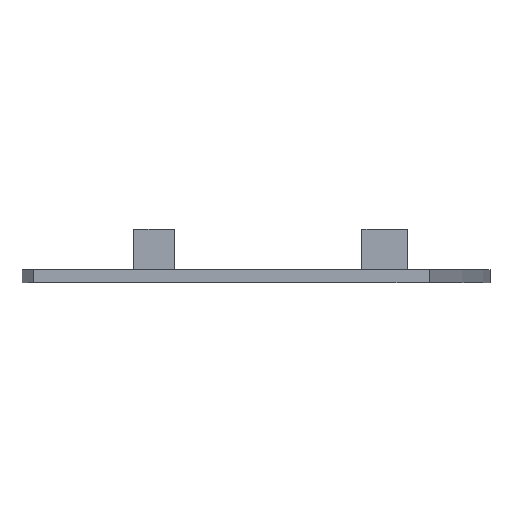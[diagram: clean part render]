
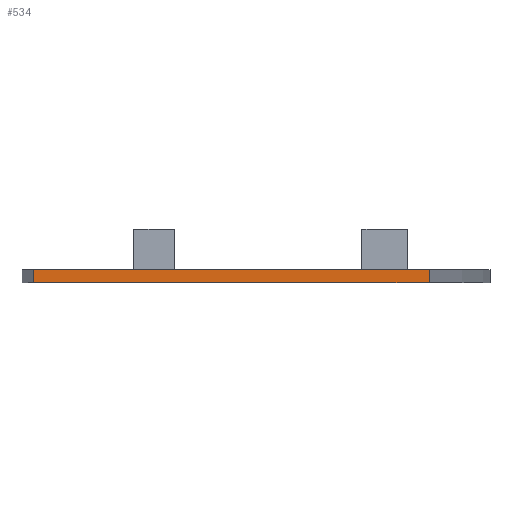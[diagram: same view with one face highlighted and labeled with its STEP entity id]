
A CAD part, front view. The second image highlights one B-rep face of the part: STEP entity #534.
In plain terms, the highlighted planar face has unit normal (0, -1, 0).
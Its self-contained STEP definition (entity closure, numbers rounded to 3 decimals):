
#20 = EDGE_CURVE ( 'NONE', #229, #309, #84, .T. ) ;
#28 = EDGE_CURVE ( 'NONE', #57, #136, #423, .T. ) ;
#56 = VECTOR ( 'NONE', #270, 1000. ) ;
#57 = VERTEX_POINT ( 'NONE', #202 ) ;
#63 = VECTOR ( 'NONE', #357, 1000. ) ;
#69 = VECTOR ( 'NONE', #140, 1000. ) ;
#84 = LINE ( 'NONE', #276, #56 ) ;
#113 = EDGE_CURVE ( 'NONE', #136, #309, #361, .T. ) ;
#136 = VERTEX_POINT ( 'NONE', #903 ) ;
#140 = DIRECTION ( 'NONE',  ( -1., 0., 0. ) ) ;
#147 = ORIENTED_EDGE ( 'NONE', *, *, #113, .T. ) ;
#163 = DIRECTION ( 'NONE',  ( 0., -1., 0. ) ) ;
#175 = CARTESIAN_POINT ( 'NONE',  ( 0.517, -49.699, 57. ) ) ;
#202 = CARTESIAN_POINT ( 'NONE',  ( 0.517, -49.699, 57. ) ) ;
#215 = FACE_OUTER_BOUND ( 'NONE', #676, .T. ) ;
#225 = VECTOR ( 'NONE', #726, 1000. ) ;
#229 = VERTEX_POINT ( 'NONE', #481 ) ;
#255 = ORIENTED_EDGE ( 'NONE', *, *, #28, .T. ) ;
#270 = DIRECTION ( 'NONE',  ( -1., 0., 0. ) ) ;
#276 = CARTESIAN_POINT ( 'NONE',  ( 0.517, -49.699, 55.4 ) ) ;
#309 = VERTEX_POINT ( 'NONE', #614 ) ;
#318 = CARTESIAN_POINT ( 'NONE',  ( 0.517, -49.699, 57. ) ) ;
#357 = DIRECTION ( 'NONE',  ( 0., 0., -1. ) ) ;
#361 = LINE ( 'NONE', #578, #63 ) ;
#386 = ORIENTED_EDGE ( 'NONE', *, *, #20, .F. ) ;
#423 = LINE ( 'NONE', #175, #69 ) ;
#481 = CARTESIAN_POINT ( 'NONE',  ( 0.517, -49.699, 55.4 ) ) ;
#534 = ADVANCED_FACE ( 'NONE', ( #215 ), #717, .T. ) ;
#578 = CARTESIAN_POINT ( 'NONE',  ( -47.993, -49.699, 57. ) ) ;
#602 = LINE ( 'NONE', #318, #225 ) ;
#611 = AXIS2_PLACEMENT_3D ( 'NONE', #791, #163, #647 ) ;
#614 = CARTESIAN_POINT ( 'NONE',  ( -47.993, -49.699, 55.4 ) ) ;
#616 = EDGE_CURVE ( 'NONE', #57, #229, #602, .T. ) ;
#647 = DIRECTION ( 'NONE',  ( 0., 0., -1. ) ) ;
#676 = EDGE_LOOP ( 'NONE', ( #386, #745, #255, #147 ) ) ;
#717 = PLANE ( 'NONE',  #611 ) ;
#726 = DIRECTION ( 'NONE',  ( 0., 0., -1. ) ) ;
#745 = ORIENTED_EDGE ( 'NONE', *, *, #616, .F. ) ;
#791 = CARTESIAN_POINT ( 'NONE',  ( 0.517, -49.699, 57. ) ) ;
#903 = CARTESIAN_POINT ( 'NONE',  ( -47.993, -49.699, 57. ) ) ;
